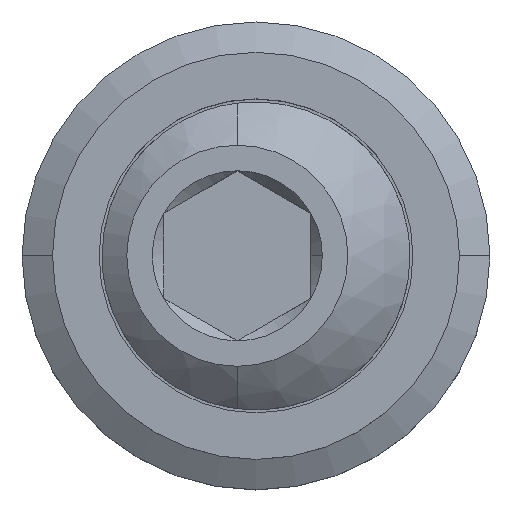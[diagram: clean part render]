
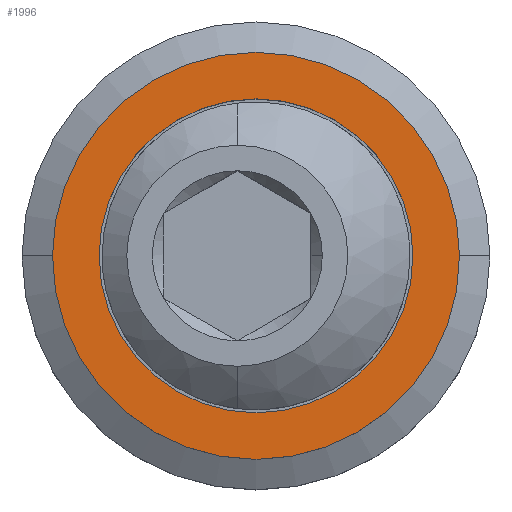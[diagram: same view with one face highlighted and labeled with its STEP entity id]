
A CAD part, top view. The second image highlights one B-rep face of the part: STEP entity #1996.
In plain terms, the highlighted planar face has unit normal (0, 0, 1).
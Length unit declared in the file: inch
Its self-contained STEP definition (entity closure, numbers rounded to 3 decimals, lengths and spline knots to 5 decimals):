
#125 = DIRECTION ( 'NONE',  ( 0., 0., 1. ) ) ;
#134 = EDGE_LOOP ( 'NONE', ( #4784, #606 ) ) ;
#325 = VERTEX_POINT ( 'NONE', #5219 ) ;
#536 = PLANE ( 'NONE',  #2884 ) ;
#606 = ORIENTED_EDGE ( 'NONE', *, *, #635, .F. ) ;
#635 = EDGE_CURVE ( 'NONE', #325, #2485, #2271, .T. ) ;
#739 = AXIS2_PLACEMENT_3D ( 'NONE', #5199, #1612, #3863 ) ;
#899 = DIRECTION ( 'NONE',  ( 0., 0., 1. ) ) ;
#1061 = ORIENTED_EDGE ( 'NONE', *, *, #4533, .T. ) ;
#1070 = AXIS2_PLACEMENT_3D ( 'NONE', #2432, #899, #3832 ) ;
#1208 = EDGE_LOOP ( 'NONE', ( #3047, #1061 ) ) ;
#1612 = DIRECTION ( 'NONE',  ( 0., 0., 1. ) ) ;
#1996 = ADVANCED_FACE ( 'NONE', ( #2826, #4663 ), #536, .T. ) ;
#2005 = CARTESIAN_POINT ( 'NONE',  ( 0.435, 0., 0. ) ) ;
#2223 = AXIS2_PLACEMENT_3D ( 'NONE', #3771, #125, #3324 ) ;
#2271 = CIRCLE ( 'NONE', #739, 0.3355 ) ;
#2377 = CARTESIAN_POINT ( 'NONE',  ( 0.3355, 0., 0. ) ) ;
#2432 = CARTESIAN_POINT ( 'NONE',  ( 0., 0., 0. ) ) ;
#2485 = VERTEX_POINT ( 'NONE', #4227 ) ;
#2826 = FACE_OUTER_BOUND ( 'NONE', #1208, .T. ) ;
#2884 = AXIS2_PLACEMENT_3D ( 'NONE', #2377, #3306, #5672 ) ;
#3047 = ORIENTED_EDGE ( 'NONE', *, *, #4123, .T. ) ;
#3306 = DIRECTION ( 'NONE',  ( 0., 0., 1. ) ) ;
#3324 = DIRECTION ( 'NONE',  ( 1., 0., 0. ) ) ;
#3650 = CIRCLE ( 'NONE', #1070, 0.3355 ) ;
#3771 = CARTESIAN_POINT ( 'NONE',  ( 0., 0., 0. ) ) ;
#3832 = DIRECTION ( 'NONE',  ( 1., 0., 0. ) ) ;
#3859 = CARTESIAN_POINT ( 'NONE',  ( 0., 0., 0. ) ) ;
#3863 = DIRECTION ( 'NONE',  ( 1., 0., 0. ) ) ;
#4044 = EDGE_CURVE ( 'NONE', #2485, #325, #3650, .T. ) ;
#4123 = EDGE_CURVE ( 'NONE', #4178, #5674, #4440, .T. ) ;
#4178 = VERTEX_POINT ( 'NONE', #2005 ) ;
#4227 = CARTESIAN_POINT ( 'NONE',  ( 0.3355, 0., 0. ) ) ;
#4440 = CIRCLE ( 'NONE', #2223, 0.435 ) ;
#4533 = EDGE_CURVE ( 'NONE', #5674, #4178, #5699, .T. ) ;
#4534 = AXIS2_PLACEMENT_3D ( 'NONE', #3859, #5256, #5714 ) ;
#4663 = FACE_BOUND ( 'NONE', #134, .T. ) ;
#4784 = ORIENTED_EDGE ( 'NONE', *, *, #4044, .F. ) ;
#5199 = CARTESIAN_POINT ( 'NONE',  ( 0., 0., 0. ) ) ;
#5219 = CARTESIAN_POINT ( 'NONE',  ( -0.3355, 0., 0. ) ) ;
#5256 = DIRECTION ( 'NONE',  ( 0., 0., 1. ) ) ;
#5672 = DIRECTION ( 'NONE',  ( 1., 0., 0. ) ) ;
#5674 = VERTEX_POINT ( 'NONE', #5920 ) ;
#5699 = CIRCLE ( 'NONE', #4534, 0.435 ) ;
#5714 = DIRECTION ( 'NONE',  ( 1., 0., 0. ) ) ;
#5920 = CARTESIAN_POINT ( 'NONE',  ( -0.435, 0., 0. ) ) ;
